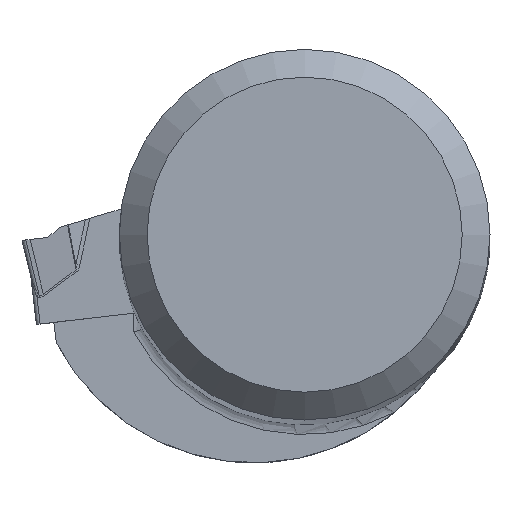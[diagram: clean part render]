
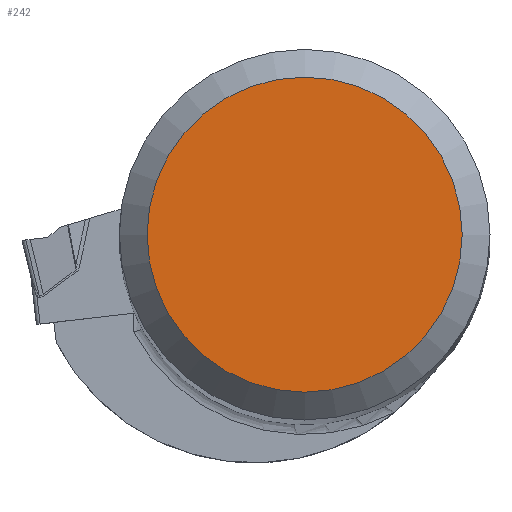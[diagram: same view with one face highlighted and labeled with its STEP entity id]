
A CAD part, top view. The second image highlights one B-rep face of the part: STEP entity #242.
In plain terms, the highlighted planar face has unit normal (0, 0, 1).
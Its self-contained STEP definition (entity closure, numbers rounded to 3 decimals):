
#173=PLANE('',#2048);
#242=ADVANCED_FACE('TB_BL_N10_SU6',(#379),#173,.T.);
#379=FACE_OUTER_BOUND('',#488,.T.);
#488=EDGE_LOOP('',(#1009));
#834=CIRCLE('',#2047,8.5);
#1009=ORIENTED_EDGE('',*,*,#1693,.T.);
#1490=VERTEX_POINT('',#2968);
#1693=EDGE_CURVE('',#1490,#1490,#834,.T.);
#2047=AXIS2_PLACEMENT_3D('',#2967,#2305,#2306);
#2048=AXIS2_PLACEMENT_3D('',#2969,#2307,#2308);
#2305=DIRECTION('',(0.,0.,1.));
#2306=DIRECTION('',(1.,0.,0.));
#2307=DIRECTION('',(0.,0.,1.));
#2308=DIRECTION('',(1.,0.,0.));
#2967=CARTESIAN_POINT('',(0.,0.,0.));
#2968=CARTESIAN_POINT('',(8.5,0.,0.));
#2969=CARTESIAN_POINT('',(0.,0.,0.));
